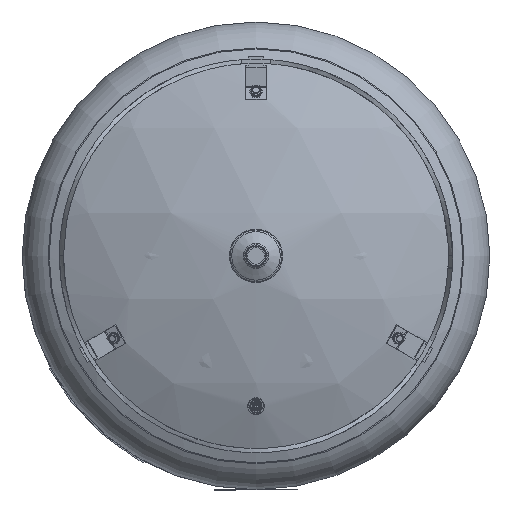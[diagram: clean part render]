
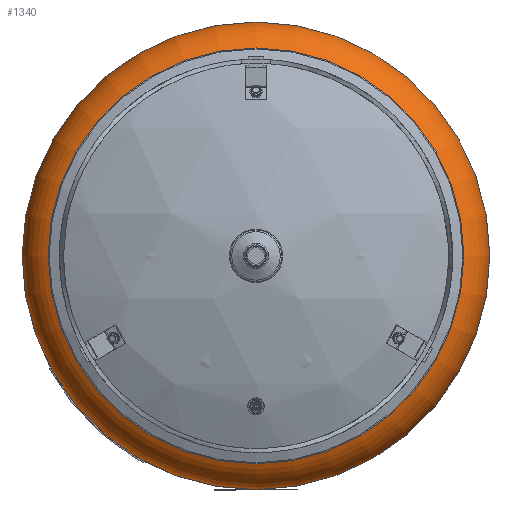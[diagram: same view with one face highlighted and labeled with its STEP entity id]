
A CAD part, front view. The second image highlights one B-rep face of the part: STEP entity #1340.
In plain terms, the highlighted toroidal (fillet/blend) face has major radius 224 mm and minor radius 56 mm.
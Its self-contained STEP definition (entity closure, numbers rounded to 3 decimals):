
#1313=CARTESIAN_POINT('',(0.,-820.552,0.));
#1314=DIRECTION('',(0.,-1.0,0.));
#1315=DIRECTION('',(0.0,0.0,1.0));
#1316=AXIS2_PLACEMENT_3D('',#1313,#1314,#1315);
#1317=TOROIDAL_SURFACE('',#1316,224.0,56.0);
#1318=CARTESIAN_POINT('',(248.889,-870.717,0.));
#1319=VERTEX_POINT('',#1318);
#1320=CARTESIAN_POINT('',(0.,-870.717,0.));
#1321=DIRECTION('',(0.0,-1.0,0.0));
#1322=DIRECTION('',(1.0,0.0,0.0));
#1323=AXIS2_PLACEMENT_3D('',#1320,#1321,#1322);
#1324=CIRCLE('',#1323,248.889);
#1325=EDGE_CURVE('',#1319,#1319,#1324,.T.);
#1326=ORIENTED_EDGE('',*,*,#1325,.F.);
#1327=EDGE_LOOP('',(#1326));
#1328=FACE_OUTER_BOUND('',#1327,.T.);
#1329=CARTESIAN_POINT('',(280.,-820.552,0.));
#1330=VERTEX_POINT('',#1329);
#1331=CARTESIAN_POINT('',(0.,-820.552,0.));
#1332=DIRECTION('',(0.0,-1.0,0.0));
#1333=DIRECTION('',(1.0,0.0,0.0));
#1334=AXIS2_PLACEMENT_3D('',#1331,#1332,#1333);
#1335=CIRCLE('',#1334,280.);
#1336=EDGE_CURVE('',#1330,#1330,#1335,.T.);
#1337=ORIENTED_EDGE('',*,*,#1336,.T.);
#1338=EDGE_LOOP('',(#1337));
#1339=FACE_BOUND('',#1338,.T.);
#1340=ADVANCED_FACE('',(#1328,#1339),#1317,.T.);
